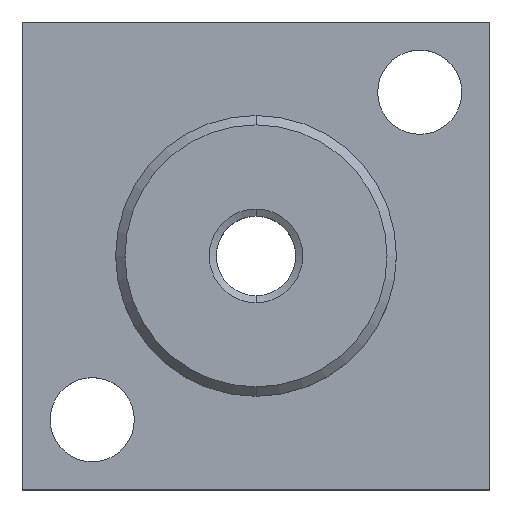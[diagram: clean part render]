
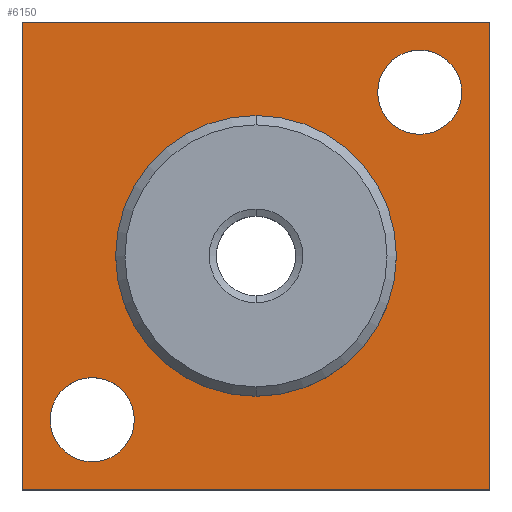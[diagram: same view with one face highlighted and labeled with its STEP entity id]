
A CAD part, top view. The second image highlights one B-rep face of the part: STEP entity #6150.
In plain terms, the highlighted planar face has unit normal (0, 0, 1).
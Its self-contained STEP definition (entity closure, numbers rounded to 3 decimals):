
#5310=CARTESIAN_POINT('',(0.,0.,5.));
#5320=DIRECTION('',(0.,0.,1.));
#5330=DIRECTION('',(1.,0.,0.));
#5340=AXIS2_PLACEMENT_3D('',#5310,#5320,#5330);
#5350=PLANE('',#5340);
#5360=CARTESIAN_POINT('',(25.,25.,5.));
#5370=DIRECTION('',(0.,0.,1.));
#5380=DIRECTION('',(1.,0.,0.));
#5390=AXIS2_PLACEMENT_3D('',#5360,#5370,#5380);
#5400=CIRCLE('',#5390,11.25);
#5410=CARTESIAN_POINT('',(36.25,25.,5.));
#5420=VERTEX_POINT('',#5410);
#5430=CARTESIAN_POINT('',(13.75,25.,5.));
#5440=VERTEX_POINT('',#5430);
#5450=EDGE_CURVE('',#5420,#5440,#5400,.T.);
#5460=ORIENTED_EDGE('',*,*,#5450,.F.);
#5470=EDGE_CURVE('',#5440,#5420,#5400,.T.);
#5480=ORIENTED_EDGE('',*,*,#5470,.F.);
#5490=EDGE_LOOP('',(#5480,#5460));
#5500=FACE_BOUND('',#5490,.T.);
#5510=CARTESIAN_POINT('',(7.5,7.5,5.));
#5520=DIRECTION('',(0.,0.,1.));
#5530=DIRECTION('',(1.,0.,0.));
#5540=AXIS2_PLACEMENT_3D('',#5510,#5520,#5530);
#5550=CIRCLE('',#5540,4.5);
#5560=CARTESIAN_POINT('',(12.,7.5,5.));
#5570=VERTEX_POINT('',#5560);
#5580=CARTESIAN_POINT('',(3.,7.5,5.));
#5590=VERTEX_POINT('',#5580);
#5600=EDGE_CURVE('',#5570,#5590,#5550,.T.);
#5610=ORIENTED_EDGE('',*,*,#5600,.F.);
#5620=EDGE_CURVE('',#5590,#5570,#5550,.T.);
#5630=ORIENTED_EDGE('',*,*,#5620,.F.);
#5640=EDGE_LOOP('',(#5630,#5610));
#5650=FACE_BOUND('',#5640,.T.);
#5660=CARTESIAN_POINT('',(42.5,42.5,5.));
#5670=DIRECTION('',(0.,0.,1.));
#5680=DIRECTION('',(1.,0.,0.));
#5690=AXIS2_PLACEMENT_3D('',#5660,#5670,#5680);
#5700=CIRCLE('',#5690,4.5);
#5710=CARTESIAN_POINT('',(47.,42.5,5.));
#5720=VERTEX_POINT('',#5710);
#5730=CARTESIAN_POINT('',(38.,42.5,5.));
#5740=VERTEX_POINT('',#5730);
#5750=EDGE_CURVE('',#5720,#5740,#5700,.T.);
#5760=ORIENTED_EDGE('',*,*,#5750,.F.);
#5770=EDGE_CURVE('',#5740,#5720,#5700,.T.);
#5780=ORIENTED_EDGE('',*,*,#5770,.F.);
#5790=EDGE_LOOP('',(#5780,#5760));
#5800=FACE_BOUND('',#5790,.T.);
#5810=CARTESIAN_POINT('',(50.,50.,5.));
#5820=DIRECTION('',(-1.,0.,0.));
#5830=VECTOR('',#5820,1.);
#5840=LINE('',#5810,#5830);
#5850=CARTESIAN_POINT('',(50.,50.,5.));
#5860=VERTEX_POINT('',#5850);
#5870=CARTESIAN_POINT('',(0.,50.,5.));
#5880=VERTEX_POINT('',#5870);
#5890=EDGE_CURVE('',#5860,#5880,#5840,.T.);
#5900=ORIENTED_EDGE('',*,*,#5890,.T.);
#5910=CARTESIAN_POINT('',(50.,0.,5.));
#5920=DIRECTION('',(0.,1.,0.));
#5930=VECTOR('',#5920,1.);
#5940=LINE('',#5910,#5930);
#5950=CARTESIAN_POINT('',(50.,0.,5.));
#5960=VERTEX_POINT('',#5950);
#5970=EDGE_CURVE('',#5960,#5860,#5940,.T.);
#5980=ORIENTED_EDGE('',*,*,#5970,.T.);
#5990=CARTESIAN_POINT('',(0.,0.,5.));
#6000=DIRECTION('',(1.,0.,0.));
#6010=VECTOR('',#6000,1.);
#6020=LINE('',#5990,#6010);
#6030=CARTESIAN_POINT('',(0.,0.,5.));
#6040=VERTEX_POINT('',#6030);
#6050=EDGE_CURVE('',#6040,#5960,#6020,.T.);
#6060=ORIENTED_EDGE('',*,*,#6050,.T.);
#6070=CARTESIAN_POINT('',(0.,50.,5.));
#6080=DIRECTION('',(0.,-1.,0.));
#6090=VECTOR('',#6080,1.);
#6100=LINE('',#6070,#6090);
#6110=EDGE_CURVE('',#5880,#6040,#6100,.T.);
#6120=ORIENTED_EDGE('',*,*,#6110,.T.);
#6130=EDGE_LOOP('',(#6120,#6060,#5980,#5900));
#6140=FACE_OUTER_BOUND('',#6130,.T.);
#6150=ADVANCED_FACE('',(#5500,#5650,#5800,#6140),#5350,.T.);
